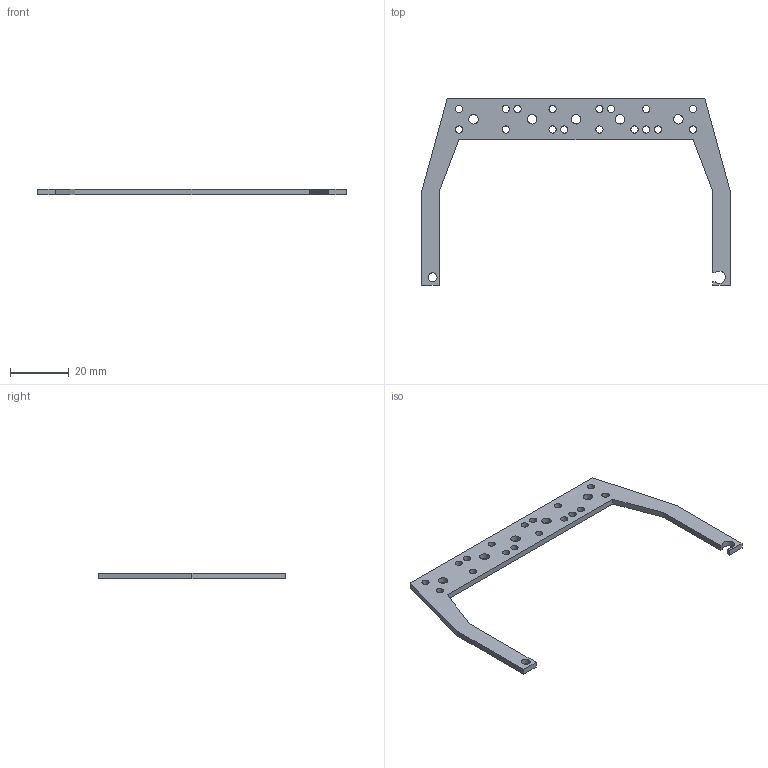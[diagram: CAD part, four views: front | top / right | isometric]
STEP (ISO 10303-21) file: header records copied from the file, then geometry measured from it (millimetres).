
FILE_DESCRIPTION(('CATIA V5 STEP Exchange','CAx-IF Rec.Pracs.--- Model Styling and Organization---1.4--- 2014-01-23'),'2;1');
FILE_NAME ('003134-3_2_1009310000_1009310000.stp','2022-03-16T09:16:09+00:00',('none'),('Weidmueller'),'CATIA Version 5-6 Release 2016 SP3 HF44','CATIA V5 STEP AP214','none');
FILE_SCHEMA(('AUTOMOTIVE_DESIGN { 1 0 10303 214 1 1 1 1 }'));
Length unit declared in the file: millimetre
Products named in the file (1): 1009310000
Bounding box: 105.5 x 63.7 x 2 mm (x, y, z)
Volume: 3542.5 mm3; surface area: 4765.9 mm2
Topology: 1 solids, 1 shells, 64 faces, 186 edges, 124 vertices
Faces by surface type: cylinder 47, plane 17
Entity records: 2059 total; most frequent: ORIENTED_EDGE 372, CARTESIAN_POINT 350, DIRECTION 264, EDGE_CURVE 186, AXIS2_PLACEMENT_3D 134, VERTEX_POINT 124, EDGE_LOOP 110, CIRCLE 94
